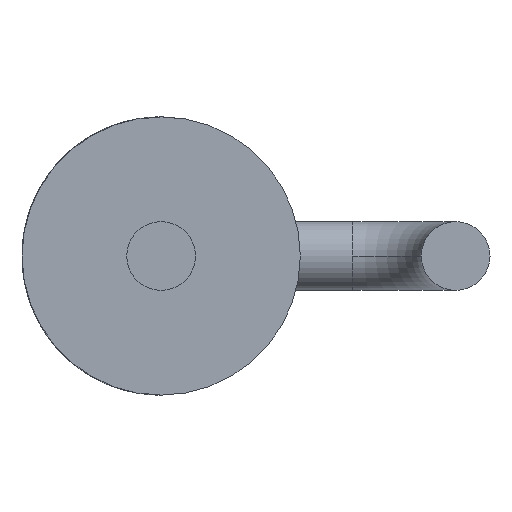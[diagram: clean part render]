
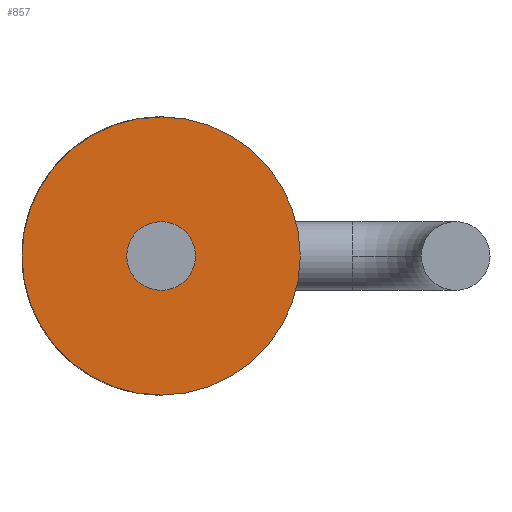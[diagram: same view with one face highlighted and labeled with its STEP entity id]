
A CAD part, front view. The second image highlights one B-rep face of the part: STEP entity #857.
In plain terms, the highlighted planar face has unit normal (0, -1, 0).
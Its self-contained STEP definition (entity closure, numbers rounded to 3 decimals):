
#14 = ORIENTED_EDGE ( 'NONE', *, *, #167, .F. ) ;
#146 = CARTESIAN_POINT ( 'NONE',  ( 0., 2., 1.8 ) ) ;
#167 = EDGE_CURVE ( 'NONE', #2492, #3953, #3014, .T. ) ;
#312 = AXIS2_PLACEMENT_3D ( 'NONE', #3150, #4547, #1384 ) ;
#694 = EDGE_CURVE ( 'NONE', #3953, #2492, #3776, .T. ) ;
#857 = ADVANCED_FACE ( 'NONE', ( #3129, #2057 ), #4528, .F. ) ;
#1384 = DIRECTION ( 'NONE',  ( 0., 0., 1. ) ) ;
#1519 = DIRECTION ( 'NONE',  ( 0., 0., 1. ) ) ;
#1790 = CARTESIAN_POINT ( 'NONE',  ( 0., 2., 0. ) ) ;
#1801 = CARTESIAN_POINT ( 'NONE',  ( 0., 2., 0. ) ) ;
#2016 = VERTEX_POINT ( 'NONE', #146 ) ;
#2027 = CARTESIAN_POINT ( 'NONE',  ( 0., 2., -1.8 ) ) ;
#2057 = FACE_OUTER_BOUND ( 'NONE', #2825, .T. ) ;
#2123 = ORIENTED_EDGE ( 'NONE', *, *, #3066, .F. ) ;
#2170 = EDGE_LOOP ( 'NONE', ( #14, #2626 ) ) ;
#2198 = AXIS2_PLACEMENT_3D ( 'NONE', #1801, #4339, #1519 ) ;
#2423 = DIRECTION ( 'NONE',  ( 0., 1., 0. ) ) ;
#2472 = DIRECTION ( 'NONE',  ( 0., -1., 0. ) ) ;
#2492 = VERTEX_POINT ( 'NONE', #4222 ) ;
#2609 = CARTESIAN_POINT ( 'NONE',  ( 0., 2., 0. ) ) ;
#2626 = ORIENTED_EDGE ( 'NONE', *, *, #694, .F. ) ;
#2825 = EDGE_LOOP ( 'NONE', ( #2123, #4463 ) ) ;
#2963 = AXIS2_PLACEMENT_3D ( 'NONE', #3068, #2423, #4169 ) ;
#3014 = CIRCLE ( 'NONE', #2198, 0.445 ) ;
#3015 = CARTESIAN_POINT ( 'NONE',  ( -0.444, 2., 0. ) ) ;
#3043 = CIRCLE ( 'NONE', #2963, 1.8 ) ;
#3066 = EDGE_CURVE ( 'NONE', #3907, #2016, #3043, .T. ) ;
#3068 = CARTESIAN_POINT ( 'NONE',  ( 0., 2., 0. ) ) ;
#3129 = FACE_BOUND ( 'NONE', #2170, .T. ) ;
#3150 = CARTESIAN_POINT ( 'NONE',  ( 0., 2., 0. ) ) ;
#3188 = DIRECTION ( 'NONE',  ( 0., 0., 1. ) ) ;
#3403 = AXIS2_PLACEMENT_3D ( 'NONE', #1790, #2472, #3898 ) ;
#3458 = EDGE_CURVE ( 'NONE', #2016, #3907, #4302, .T. ) ;
#3776 = CIRCLE ( 'NONE', #3403, 0.445 ) ;
#3898 = DIRECTION ( 'NONE',  ( 0., 0., 1. ) ) ;
#3907 = VERTEX_POINT ( 'NONE', #2027 ) ;
#3913 = AXIS2_PLACEMENT_3D ( 'NONE', #2609, #4010, #3188 ) ;
#3953 = VERTEX_POINT ( 'NONE', #3015 ) ;
#4010 = DIRECTION ( 'NONE',  ( 0., 1., 0. ) ) ;
#4169 = DIRECTION ( 'NONE',  ( 0., 0., 1. ) ) ;
#4222 = CARTESIAN_POINT ( 'NONE',  ( 0.445, 2., 0. ) ) ;
#4302 = CIRCLE ( 'NONE', #312, 1.8 ) ;
#4339 = DIRECTION ( 'NONE',  ( 0., -1., 0. ) ) ;
#4463 = ORIENTED_EDGE ( 'NONE', *, *, #3458, .F. ) ;
#4528 = PLANE ( 'NONE',  #3913 ) ;
#4547 = DIRECTION ( 'NONE',  ( 0., 1., 0. ) ) ;
